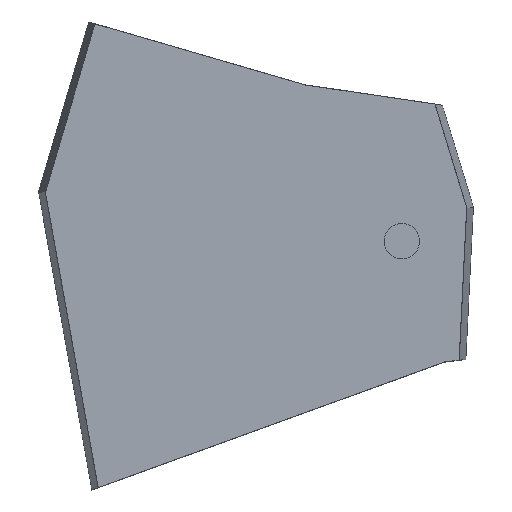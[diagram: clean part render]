
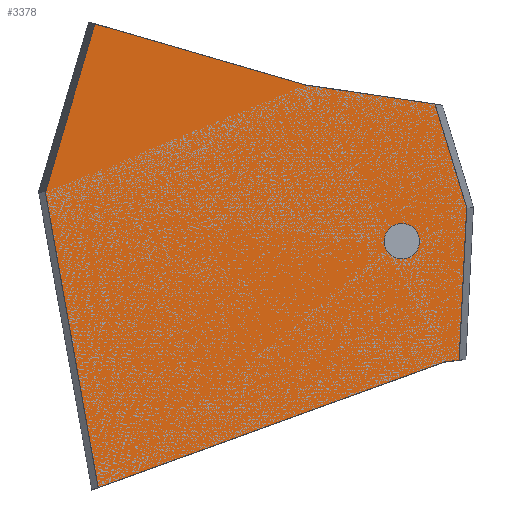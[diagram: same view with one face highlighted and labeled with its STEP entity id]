
A CAD part, top view. The second image highlights one B-rep face of the part: STEP entity #3378.
In plain terms, the highlighted planar face has unit normal (0, 0, 1).
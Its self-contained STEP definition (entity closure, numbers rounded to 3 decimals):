
#251=FACE_OUTER_BOUND('',#459,.T.);
#459=EDGE_LOOP('',(#2639,#2640,#2641,#2642,#2643,#2644,#2645,#2646));
#815=LINE('',#5199,#1211);
#819=LINE('',#5207,#1215);
#822=LINE('',#5213,#1218);
#825=LINE('',#5219,#1221);
#828=LINE('',#5225,#1224);
#831=LINE('',#5231,#1227);
#834=LINE('',#5237,#1230);
#837=LINE('',#5242,#1233);
#1211=VECTOR('',#4347,10.);
#1215=VECTOR('',#4353,10.);
#1218=VECTOR('',#4358,10.);
#1221=VECTOR('',#4363,10.);
#1224=VECTOR('',#4368,10.);
#1227=VECTOR('',#4373,10.);
#1230=VECTOR('',#4378,10.);
#1233=VECTOR('',#4383,10.);
#1497=VERTEX_POINT('',#5197);
#1498=VERTEX_POINT('',#5198);
#1501=VERTEX_POINT('',#5206);
#1503=VERTEX_POINT('',#5212);
#1505=VERTEX_POINT('',#5218);
#1507=VERTEX_POINT('',#5224);
#1509=VERTEX_POINT('',#5230);
#1511=VERTEX_POINT('',#5236);
#1874=EDGE_CURVE('',#1497,#1498,#815,.T.);
#1878=EDGE_CURVE('',#1498,#1501,#819,.T.);
#1881=EDGE_CURVE('',#1501,#1503,#822,.T.);
#1884=EDGE_CURVE('',#1503,#1505,#825,.T.);
#1887=EDGE_CURVE('',#1505,#1507,#828,.T.);
#1890=EDGE_CURVE('',#1507,#1509,#831,.T.);
#1893=EDGE_CURVE('',#1509,#1511,#834,.T.);
#1896=EDGE_CURVE('',#1511,#1497,#837,.T.);
#2639=ORIENTED_EDGE('',*,*,#1896,.T.);
#2640=ORIENTED_EDGE('',*,*,#1874,.T.);
#2641=ORIENTED_EDGE('',*,*,#1878,.T.);
#2642=ORIENTED_EDGE('',*,*,#1881,.T.);
#2643=ORIENTED_EDGE('',*,*,#1884,.T.);
#2644=ORIENTED_EDGE('',*,*,#1887,.T.);
#2645=ORIENTED_EDGE('',*,*,#1890,.T.);
#2646=ORIENTED_EDGE('',*,*,#1893,.T.);
#2937=PLANE('',#3640);
#3378=ADVANCED_FACE('',(#251),#2937,.T.);
#3640=AXIS2_PLACEMENT_3D('',#5244,#4385,#4386);
#4347=DIRECTION('',(0.993,0.121,0.));
#4353=DIRECTION('',(0.05,0.999,0.));
#4358=DIRECTION('',(-0.292,0.957,0.));
#4363=DIRECTION('',(-0.989,0.146,0.));
#4368=DIRECTION('',(-0.96,0.278,0.));
#4373=DIRECTION('',(-0.282,-0.959,0.));
#4378=DIRECTION('',(0.176,-0.984,0.));
#4383=DIRECTION('',(0.94,0.341,0.));
#4385=DIRECTION('center_axis',(0.,0.,
1.));
#4386=DIRECTION('ref_axis',(1.,0.,0.));
#5197=CARTESIAN_POINT('',(8035.677,2531.784,627.));
#5198=CARTESIAN_POINT('',(8326.917,2567.425,627.));
#5199=CARTESIAN_POINT('',(8035.677,2531.784,627.));
#5206=CARTESIAN_POINT('',(8476.659,5585.924,627.));
#5207=CARTESIAN_POINT('',(8326.917,2567.425,627.));
#5212=CARTESIAN_POINT('',(7850.488,7640.536,627.));
#5213=CARTESIAN_POINT('',(8476.659,5585.924,627.));
#5218=CARTESIAN_POINT('',(5293.054,8019.19,627.));
#5219=CARTESIAN_POINT('',(7850.488,7640.536,627.));
#5224=CARTESIAN_POINT('',(1115.542,9229.895,627.));
#5225=CARTESIAN_POINT('',(5293.054,8019.19,627.));
#5230=CARTESIAN_POINT('',(133.436,5894.256,627.));
#5231=CARTESIAN_POINT('',(1115.542,9229.895,627.));
#5236=CARTESIAN_POINT('',(1177.239,44.938,627.));
#5237=CARTESIAN_POINT('',(133.436,5894.256,627.));
#5242=CARTESIAN_POINT('',(1177.239,44.938,627.));
#5244=CARTESIAN_POINT('Origin',(4305.047,4637.417,627.));
